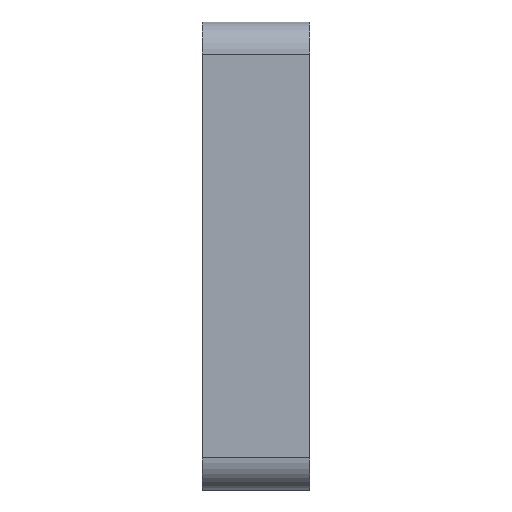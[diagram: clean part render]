
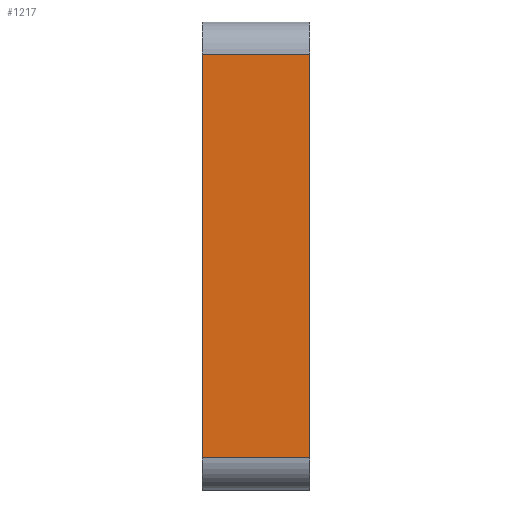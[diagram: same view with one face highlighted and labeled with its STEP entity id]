
A CAD part, left-side view. The second image highlights one B-rep face of the part: STEP entity #1217.
In plain terms, the highlighted planar face has unit normal (-1, 0, 0).
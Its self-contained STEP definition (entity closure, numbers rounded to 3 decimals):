
#17 = LINE ( 'NONE', #2500, #1003 ) ;
#75 = EDGE_CURVE ( 'NONE', #2230, #644, #1250, .T. ) ;
#171 = VECTOR ( 'NONE', #2055, 1000. ) ;
#208 = DIRECTION ( 'NONE',  ( 0., 0., 1. ) ) ;
#214 = CARTESIAN_POINT ( 'NONE',  ( -95., 53., -2.5 ) ) ;
#376 = DIRECTION ( 'NONE',  ( 1., 0., 0. ) ) ;
#585 = VERTEX_POINT ( 'NONE', #2632 ) ;
#617 = EDGE_CURVE ( 'NONE', #1198, #585, #1267, .T. ) ;
#644 = VERTEX_POINT ( 'NONE', #1644 ) ;
#807 = CARTESIAN_POINT ( 'NONE',  ( -95., 53., -2.5 ) ) ;
#929 = DIRECTION ( 'NONE',  ( 0., 0., -1. ) ) ;
#1003 = VECTOR ( 'NONE', #2693, 1000. ) ;
#1198 = VERTEX_POINT ( 'NONE', #2527 ) ;
#1217 = ADVANCED_FACE ( 'NONE', ( #3386 ), #3373, .F. ) ;
#1222 = ORIENTED_EDGE ( 'NONE', *, *, #2612, .T. ) ;
#1250 = LINE ( 'NONE', #2041, #171 ) ;
#1267 = LINE ( 'NONE', #3137, #1821 ) ;
#1522 = DIRECTION ( 'NONE',  ( 0., -1., 0. ) ) ;
#1644 = CARTESIAN_POINT ( 'NONE',  ( -95., 53., 91.5 ) ) ;
#1703 = ORIENTED_EDGE ( 'NONE', *, *, #2817, .F. ) ;
#1729 = EDGE_LOOP ( 'NONE', ( #1222, #2220, #1703, #1876 ) ) ;
#1821 = VECTOR ( 'NONE', #208, 1000. ) ;
#1876 = ORIENTED_EDGE ( 'NONE', *, *, #75, .F. ) ;
#2041 = CARTESIAN_POINT ( 'NONE',  ( -95., 53., -2.5 ) ) ;
#2055 = DIRECTION ( 'NONE',  ( 0., 0., 1. ) ) ;
#2220 = ORIENTED_EDGE ( 'NONE', *, *, #617, .T. ) ;
#2230 = VERTEX_POINT ( 'NONE', #807 ) ;
#2500 = CARTESIAN_POINT ( 'NONE',  ( -95., 53., 91.5 ) ) ;
#2527 = CARTESIAN_POINT ( 'NONE',  ( -95., 28., -2.5 ) ) ;
#2612 = EDGE_CURVE ( 'NONE', #2230, #1198, #3143, .T. ) ;
#2632 = CARTESIAN_POINT ( 'NONE',  ( -95., 28., 91.5 ) ) ;
#2693 = DIRECTION ( 'NONE',  ( 0., -1., 0. ) ) ;
#2720 = VECTOR ( 'NONE', #1522, 1000. ) ;
#2800 = CARTESIAN_POINT ( 'NONE',  ( -95., 53., -2.5 ) ) ;
#2806 = AXIS2_PLACEMENT_3D ( 'NONE', #2800, #376, #929 ) ;
#2817 = EDGE_CURVE ( 'NONE', #644, #585, #17, .T. ) ;
#3137 = CARTESIAN_POINT ( 'NONE',  ( -95., 28., -2.5 ) ) ;
#3143 = LINE ( 'NONE', #214, #2720 ) ;
#3373 = PLANE ( 'NONE',  #2806 ) ;
#3386 = FACE_OUTER_BOUND ( 'NONE', #1729, .T. ) ;
